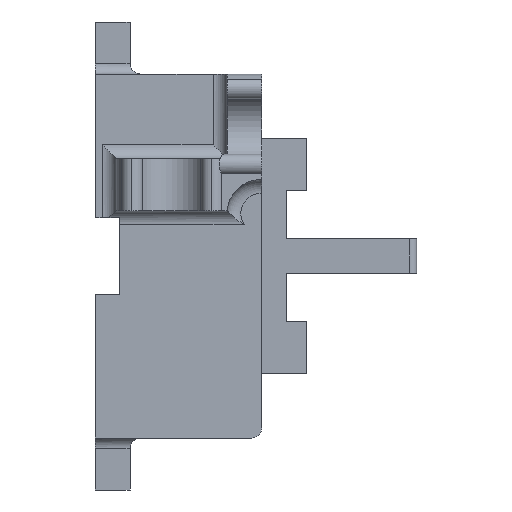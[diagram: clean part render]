
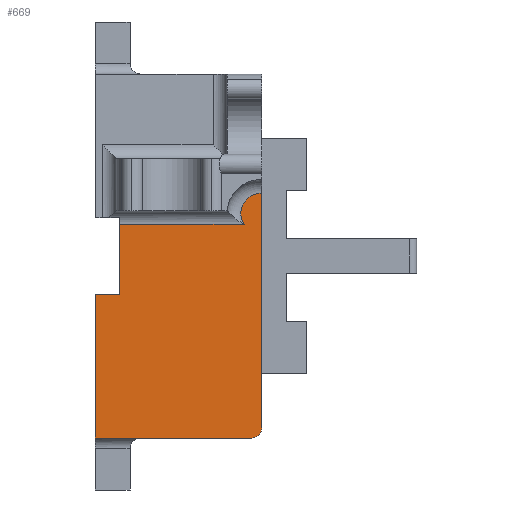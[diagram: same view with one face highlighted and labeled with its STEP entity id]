
A CAD part, left-side view. The second image highlights one B-rep face of the part: STEP entity #669.
In plain terms, the highlighted planar face has unit normal (-1, 0, 0).
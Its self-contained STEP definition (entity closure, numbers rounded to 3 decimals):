
#81 = VERTEX_POINT ( 'NONE', #3291 ) ;
#96 = EDGE_LOOP ( 'NONE', ( #1228, #488, #912, #2491, #1993, #2612, #1947, #2510, #1482 ) ) ;
#158 = VERTEX_POINT ( 'NONE', #3016 ) ;
#197 = AXIS2_PLACEMENT_3D ( 'NONE', #3312, #3254, #2167 ) ;
#209 = LINE ( 'NONE', #3473, #1686 ) ;
#222 = DIRECTION ( 'NONE',  ( 0., 0., 1. ) ) ;
#229 = PLANE ( 'NONE',  #1741 ) ;
#382 = VERTEX_POINT ( 'NONE', #2059 ) ;
#409 = EDGE_CURVE ( 'NONE', #382, #2714, #2935, .T. ) ;
#482 = CARTESIAN_POINT ( 'NONE',  ( 101.3, -3.5, -5.5 ) ) ;
#488 = ORIENTED_EDGE ( 'NONE', *, *, #2650, .T. ) ;
#529 = DIRECTION ( 'NONE',  ( -1., 0., 0. ) ) ;
#552 = CARTESIAN_POINT ( 'NONE',  ( 101.3, 0., -5.5 ) ) ;
#554 = VERTEX_POINT ( 'NONE', #1910 ) ;
#587 = VECTOR ( 'NONE', #2591, 1000. ) ;
#664 = VECTOR ( 'NONE', #2521, 1000. ) ;
#669 = ADVANCED_FACE ( 'NONE', ( #1919 ), #229, .T. ) ;
#700 = CARTESIAN_POINT ( 'NONE',  ( 101.3, 0., 0. ) ) ;
#770 = LINE ( 'NONE', #1348, #3329 ) ;
#854 = DIRECTION ( 'NONE',  ( 0., 1., 0. ) ) ;
#912 = ORIENTED_EDGE ( 'NONE', *, *, #2671, .T. ) ;
#987 = DIRECTION ( 'NONE',  ( 0., 0., 1. ) ) ;
#1001 = VERTEX_POINT ( 'NONE', #2439 ) ;
#1228 = ORIENTED_EDGE ( 'NONE', *, *, #2651, .T. ) ;
#1332 = CARTESIAN_POINT ( 'NONE',  ( 101.3, -24., 0. ) ) ;
#1348 = CARTESIAN_POINT ( 'NONE',  ( 101.3, -24., 0. ) ) ;
#1375 = EDGE_CURVE ( 'NONE', #2142, #81, #209, .T. ) ;
#1419 = CARTESIAN_POINT ( 'NONE',  ( 101.3, -24., -26.25 ) ) ;
#1444 = VECTOR ( 'NONE', #987, 1000. ) ;
#1464 = EDGE_CURVE ( 'NONE', #1926, #81, #2859, .T. ) ;
#1482 = ORIENTED_EDGE ( 'NONE', *, *, #2022, .T. ) ;
#1487 = CARTESIAN_POINT ( 'NONE',  ( 101.3, -3.5, 0. ) ) ;
#1595 = CARTESIAN_POINT ( 'NONE',  ( 101.3, -22.5, -24.75 ) ) ;
#1635 = CARTESIAN_POINT ( 'NONE',  ( 101.3, -24., -24.75 ) ) ;
#1686 = VECTOR ( 'NONE', #2085, 1000. ) ;
#1709 = CIRCLE ( 'NONE', #197, 2.919 ) ;
#1741 = AXIS2_PLACEMENT_3D ( 'NONE', #1332, #529, #3544 ) ;
#1887 = DIRECTION ( 'NONE',  ( -1., 0., 0. ) ) ;
#1895 = DIRECTION ( 'NONE',  ( -1., 0., 0. ) ) ;
#1910 = CARTESIAN_POINT ( 'NONE',  ( 101.3, -24., 9.049 ) ) ;
#1919 = FACE_OUTER_BOUND ( 'NONE', #96, .T. ) ;
#1926 = VERTEX_POINT ( 'NONE', #482 ) ;
#1946 = LINE ( 'NONE', #552, #2912 ) ;
#1947 = ORIENTED_EDGE ( 'NONE', *, *, #409, .F. ) ;
#1987 = VERTEX_POINT ( 'NONE', #1635 ) ;
#1993 = ORIENTED_EDGE ( 'NONE', *, *, #1464, .F. ) ;
#2014 = CARTESIAN_POINT ( 'NONE',  ( 101.3, -21.448, 4.55 ) ) ;
#2022 = EDGE_CURVE ( 'NONE', #1001, #1987, #2563, .T. ) ;
#2059 = CARTESIAN_POINT ( 'NONE',  ( 101.3, 0., -26.25 ) ) ;
#2085 = DIRECTION ( 'NONE',  ( 0., 1., 0. ) ) ;
#2142 = VERTEX_POINT ( 'NONE', #2014 ) ;
#2167 = DIRECTION ( 'NONE',  ( 0., 0., 1. ) ) ;
#2402 = CIRCLE ( 'NONE', #2797, 2.919 ) ;
#2439 = CARTESIAN_POINT ( 'NONE',  ( 101.3, -22.5, -26.25 ) ) ;
#2491 = ORIENTED_EDGE ( 'NONE', *, *, #1375, .T. ) ;
#2510 = ORIENTED_EDGE ( 'NONE', *, *, #2905, .F. ) ;
#2521 = DIRECTION ( 'NONE',  ( 0., 1., 0. ) ) ;
#2563 = CIRCLE ( 'NONE', #2843, 1.5 ) ;
#2591 = DIRECTION ( 'NONE',  ( 0., 0., 1. ) ) ;
#2612 = ORIENTED_EDGE ( 'NONE', *, *, #2855, .T. ) ;
#2650 = EDGE_CURVE ( 'NONE', #554, #158, #1709, .T. ) ;
#2651 = EDGE_CURVE ( 'NONE', #1987, #554, #770, .T. ) ;
#2671 = EDGE_CURVE ( 'NONE', #158, #2142, #2402, .T. ) ;
#2714 = VERTEX_POINT ( 'NONE', #3369 ) ;
#2797 = AXIS2_PLACEMENT_3D ( 'NONE', #3035, #1895, #2994 ) ;
#2843 = AXIS2_PLACEMENT_3D ( 'NONE', #1595, #1887, #2985 ) ;
#2855 = EDGE_CURVE ( 'NONE', #1926, #2714, #1946, .T. ) ;
#2859 = LINE ( 'NONE', #1487, #587 ) ;
#2905 = EDGE_CURVE ( 'NONE', #1001, #382, #3568, .T. ) ;
#2912 = VECTOR ( 'NONE', #854, 1000. ) ;
#2935 = LINE ( 'NONE', #700, #1444 ) ;
#2985 = DIRECTION ( 'NONE',  ( 0., 0., 1. ) ) ;
#2994 = DIRECTION ( 'NONE',  ( 0., 0., 1. ) ) ;
#3016 = CARTESIAN_POINT ( 'NONE',  ( 101.3, -23.901, 9.051 ) ) ;
#3035 = CARTESIAN_POINT ( 'NONE',  ( 101.3, -23.901, 6.132 ) ) ;
#3254 = DIRECTION ( 'NONE',  ( -1., 0., 0. ) ) ;
#3291 = CARTESIAN_POINT ( 'NONE',  ( 101.3, -3.5, 4.55 ) ) ;
#3312 = CARTESIAN_POINT ( 'NONE',  ( 101.3, -23.901, 6.132 ) ) ;
#3329 = VECTOR ( 'NONE', #222, 1000. ) ;
#3369 = CARTESIAN_POINT ( 'NONE',  ( 101.3, 0., -5.5 ) ) ;
#3473 = CARTESIAN_POINT ( 'NONE',  ( 101.3, -24., 4.55 ) ) ;
#3544 = DIRECTION ( 'NONE',  ( 0., 0., 1. ) ) ;
#3568 = LINE ( 'NONE', #1419, #664 ) ;
